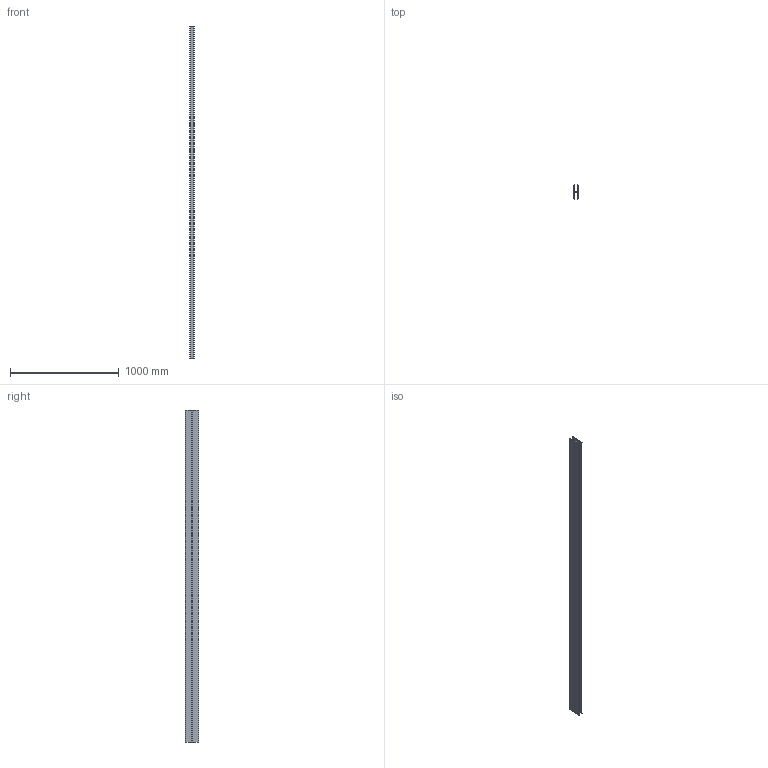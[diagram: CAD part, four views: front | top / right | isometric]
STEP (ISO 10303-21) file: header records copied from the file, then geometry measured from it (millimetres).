
FILE_DESCRIPTION(('TurboCAD Mac Pro'),'Build 980');
FILE_NAME('P5501.stp',' ',(''),(''),'ACIS Interop','IMSI','TurboCAD Mac Pro BY IMSI, INCORPORATED');
FILE_SCHEMA(('automotive_design'));
Length unit declared in the file: inch
Products named in the file (1): 1
Bounding box: 41.27 x 123.83 x 3048 mm (x, y, z)
Volume: 2845311.6 mm3; surface area: 1951703.1 mm2
Topology: 1 solids, 1 shells, 56 faces, 162 edges, 108 vertices
Faces by surface type: cylinder 28, plane 28
Entity records: 2334 total; most frequent: DIRECTION 332, CARTESIAN_POINT 327, ORIENTED_EDGE 324, EDGE_CURVE 162, AXIS2_PLACEMENT_3D 113, VERTEX_POINT 108, LINE 106, VECTOR 106
